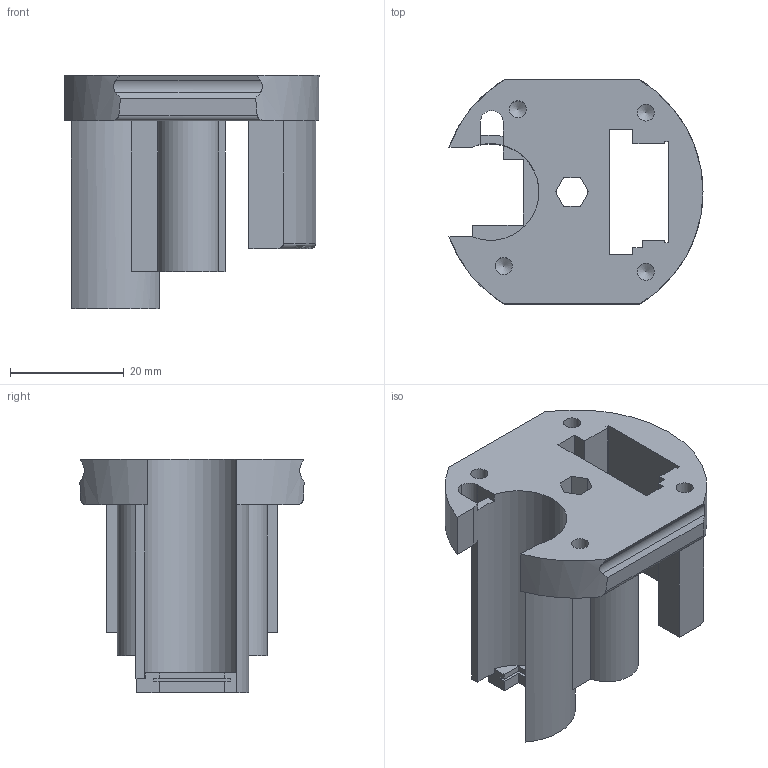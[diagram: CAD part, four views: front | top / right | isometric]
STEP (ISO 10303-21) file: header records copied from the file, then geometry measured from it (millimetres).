
FILE_DESCRIPTION(/* description */ (''),/* implementation_level */ '2;1');
FILE_NAME(/* name */ 'Base p10-1.step',/* time_stamp */ '2025-05-10T14:03:54+01:00',/* author */ (''),/* organization */ (''),/* preprocessor_version */ 'ST-DEVELOPER v20.1',/* originating_system */ 'Autodesk Translation Framework v14.4.0.0',/* authorisation */ '');
FILE_SCHEMA (('AUTOMOTIVE_DESIGN { 1 0 10303 214 3 1 1 }'));
Length unit declared in the file: millimetre
Products named in the file (1): Base
Bounding box: 44.61 x 39.39 x 41 mm (x, y, z)
Volume: 17486.8 mm3; surface area: 11945.4 mm2
Topology: 5 solids, 5 shells, 132 faces, 362 edges, 237 vertices
Faces by surface type: plane 98, cylinder 27, cone 6, torus 1
Full cylindrical faces by diameter (mm): 0.8 x2, 3 x8
Entity records: 4248 total; most frequent: CARTESIAN_POINT 828, ORIENTED_EDGE 716, DIRECTION 683, EDGE_CURVE 358, LINE 275, VECTOR 275, VERTEX_POINT 237, AXIS2_PLACEMENT_3D 204
